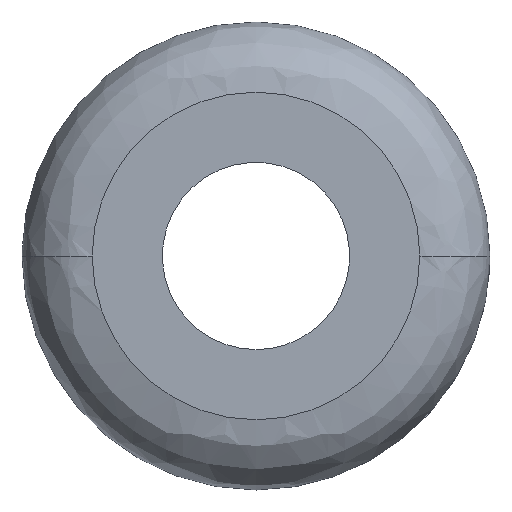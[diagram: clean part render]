
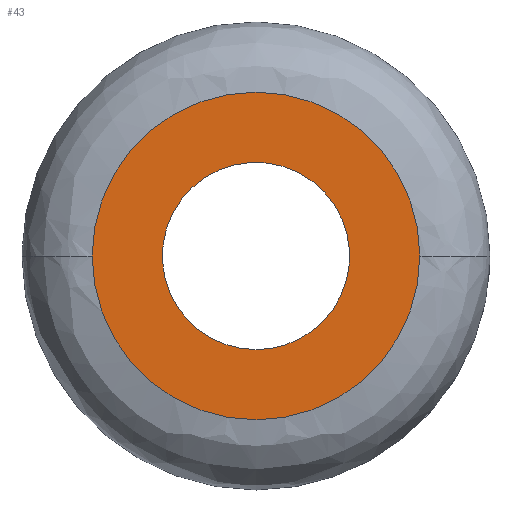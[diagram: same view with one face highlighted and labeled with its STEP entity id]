
A CAD part, front view. The second image highlights one B-rep face of the part: STEP entity #43.
In plain terms, the highlighted planar face has unit normal (0, -1, 0).
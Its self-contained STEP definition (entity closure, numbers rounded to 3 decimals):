
#43=ADVANCED_FACE('',(#86,#87),#85,.F.);
#85=PLANE('',#197);
#86=FACE_OUTER_BOUND('',#198,.T.);
#87=FACE_BOUND('',#199,.T.);
#194=CARTESIAN_POINT('',(-14.549,0.,-16.1));
#195=DIRECTION('',(0.,1.,0.));
#196=DIRECTION('',(0.,0.,1.));
#197=AXIS2_PLACEMENT_3D('',#194,#195,#196);
#198=EDGE_LOOP('',(#348,#349,#350));
#199=EDGE_LOOP('',(#351,#352,#353));
#348=ORIENTED_EDGE('',*,*,#424,.T.);
#349=ORIENTED_EDGE('',*,*,#425,.T.);
#350=ORIENTED_EDGE('',*,*,#426,.T.);
#351=ORIENTED_EDGE('',*,*,#427,.F.);
#352=ORIENTED_EDGE('',*,*,#428,.F.);
#353=ORIENTED_EDGE('',*,*,#429,.F.);
#424=EDGE_CURVE('',#606,#607,#608,.T.);
#425=EDGE_CURVE('',#607,#614,#615,.T.);
#426=EDGE_CURVE('',#614,#606,#621,.T.);
#427=EDGE_CURVE('',#627,#628,#629,.T.);
#428=EDGE_CURVE('',#635,#627,#636,.T.);
#429=EDGE_CURVE('',#628,#635,#642,.T.);
#606=VERTEX_POINT('',#816);
#607=VERTEX_POINT('',#817);
#608=CIRCLE('',#821,7.);
#614=VERTEX_POINT('',#822);
#615=CIRCLE('',#826,7.);
#621=CIRCLE('',#830,7.);
#627=VERTEX_POINT('',#831);
#628=VERTEX_POINT('',#832);
#629=CIRCLE('',#836,4.);
#635=VERTEX_POINT('',#837);
#636=CIRCLE('',#841,4.);
#642=CIRCLE('',#845,4.);
#816=CARTESIAN_POINT('',(0.,0.,7.));
#817=CARTESIAN_POINT('',(-7.,0.,0.));
#818=CARTESIAN_POINT('',(0.,0.,0.));
#819=DIRECTION('',(0.,-1.,0.));
#820=DIRECTION('',(0.,0.,1.));
#821=AXIS2_PLACEMENT_3D('',#818,#819,#820);
#822=CARTESIAN_POINT('',(7.,0.,-0.001));
#823=CARTESIAN_POINT('',(0.,0.,0.));
#824=DIRECTION('',(0.,-1.,0.));
#825=DIRECTION('',(0.,0.,1.));
#826=AXIS2_PLACEMENT_3D('',#823,#824,#825);
#827=CARTESIAN_POINT('',(0.,0.,0.));
#828=DIRECTION('',(0.,-1.,0.));
#829=DIRECTION('',(0.,0.,1.));
#830=AXIS2_PLACEMENT_3D('',#827,#828,#829);
#831=CARTESIAN_POINT('',(-3.972,0.,0.472));
#832=CARTESIAN_POINT('',(0.,0.,-4.));
#833=CARTESIAN_POINT('',(0.,0.,0.));
#834=DIRECTION('',(0.,-1.,0.));
#835=DIRECTION('',(0.,0.,-1.));
#836=AXIS2_PLACEMENT_3D('',#833,#834,#835);
#837=CARTESIAN_POINT('',(3.972,0.,-0.473));
#838=CARTESIAN_POINT('',(0.,0.,0.));
#839=DIRECTION('',(0.,-1.,0.));
#840=DIRECTION('',(0.,0.,-1.));
#841=AXIS2_PLACEMENT_3D('',#838,#839,#840);
#842=CARTESIAN_POINT('',(0.,0.,0.));
#843=DIRECTION('',(0.,-1.,0.));
#844=DIRECTION('',(0.,0.,-1.));
#845=AXIS2_PLACEMENT_3D('',#842,#843,#844);
